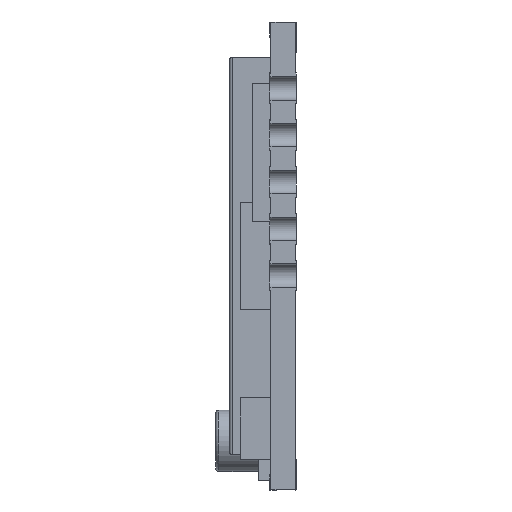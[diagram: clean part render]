
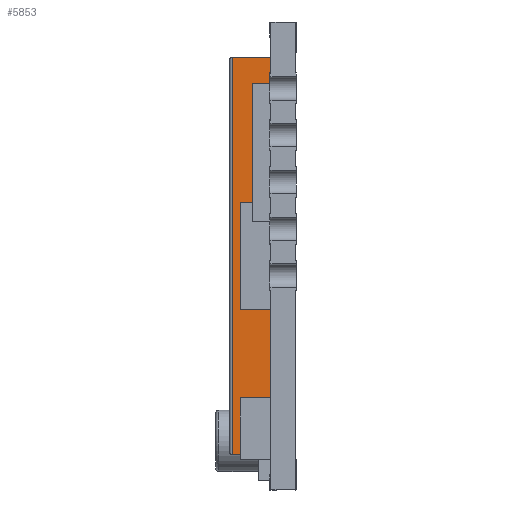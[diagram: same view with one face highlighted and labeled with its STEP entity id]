
A CAD part, left-side view. The second image highlights one B-rep face of the part: STEP entity #5853.
In plain terms, the highlighted planar face has unit normal (-1, 0, 0).
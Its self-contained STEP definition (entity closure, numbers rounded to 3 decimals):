
#1573 = VERTEX_POINT ( 'NONE', #16067 ) ;
#2165 = ORIENTED_EDGE ( 'NONE', *, *, #16901, .T. ) ;
#3415 = PLANE ( 'NONE',  #18893 ) ;
#3801 = DIRECTION ( 'NONE',  ( 0., -1., 0. ) ) ;
#4643 = LINE ( 'NONE', #20393, #20509 ) ;
#4662 = VECTOR ( 'NONE', #17793, 1000. ) ;
#4945 = CARTESIAN_POINT ( 'NONE',  ( -1.388, 2.15, 6.475 ) ) ;
#5853 = ADVANCED_FACE ( 'NONE', ( #13817 ), #3415, .F. ) ;
#6435 = VECTOR ( 'NONE', #14831, 1000. ) ;
#9992 = VECTOR ( 'NONE', #3801, 1000. ) ;
#10442 = CARTESIAN_POINT ( 'NONE',  ( -1.388, 2.05, -6.475 ) ) ;
#11484 = EDGE_CURVE ( 'NONE', #1573, #20414, #16751, .T. ) ;
#11575 = DIRECTION ( 'NONE',  ( 0., -1., 0. ) ) ;
#12037 = DIRECTION ( 'NONE',  ( 1., 0., 0. ) ) ;
#13467 = CARTESIAN_POINT ( 'NONE',  ( -1.388, 2.05, 6.475 ) ) ;
#13817 = FACE_OUTER_BOUND ( 'NONE', #20768, .T. ) ;
#13848 = DIRECTION ( 'NONE',  ( 0., 0., -1. ) ) ;
#14193 = LINE ( 'NONE', #17745, #9992 ) ;
#14831 = DIRECTION ( 'NONE',  ( 0., 0., 1. ) ) ;
#16067 = CARTESIAN_POINT ( 'NONE',  ( -1.388, 0.8, -6.475 ) ) ;
#16751 = LINE ( 'NONE', #22192, #6435 ) ;
#16901 = EDGE_CURVE ( 'NONE', #22515, #16910, #19659, .T. ) ;
#16910 = VERTEX_POINT ( 'NONE', #17557 ) ;
#17351 = ORIENTED_EDGE ( 'NONE', *, *, #23041, .T. ) ;
#17557 = CARTESIAN_POINT ( 'NONE',  ( -1.388, 2.05, -6.475 ) ) ;
#17745 = CARTESIAN_POINT ( 'NONE',  ( -1.388, 2.15, -6.475 ) ) ;
#17793 = DIRECTION ( 'NONE',  ( 0., 0., -1. ) ) ;
#18893 = AXIS2_PLACEMENT_3D ( 'NONE', #4945, #12037, #13848 ) ;
#19157 = ORIENTED_EDGE ( 'NONE', *, *, #20611, .F. ) ;
#19659 = LINE ( 'NONE', #10442, #4662 ) ;
#20393 = CARTESIAN_POINT ( 'NONE',  ( -1.388, 2.15, 6.475 ) ) ;
#20414 = VERTEX_POINT ( 'NONE', #21551 ) ;
#20509 = VECTOR ( 'NONE', #11575, 1000. ) ;
#20611 = EDGE_CURVE ( 'NONE', #22515, #20414, #4643, .T. ) ;
#20768 = EDGE_LOOP ( 'NONE', ( #19157, #2165, #17351, #23089 ) ) ;
#21551 = CARTESIAN_POINT ( 'NONE',  ( -1.388, 0.8, 6.475 ) ) ;
#22192 = CARTESIAN_POINT ( 'NONE',  ( -1.388, 0.8, 6.475 ) ) ;
#22515 = VERTEX_POINT ( 'NONE', #13467 ) ;
#23041 = EDGE_CURVE ( 'NONE', #16910, #1573, #14193, .T. ) ;
#23089 = ORIENTED_EDGE ( 'NONE', *, *, #11484, .T. ) ;
